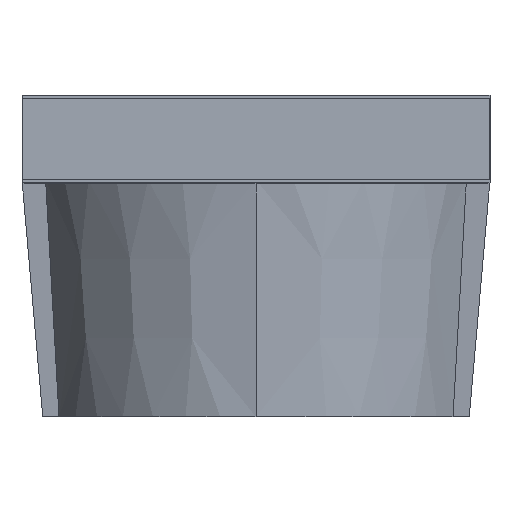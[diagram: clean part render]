
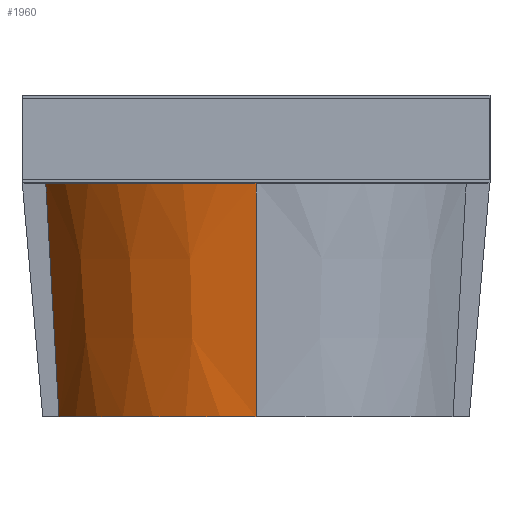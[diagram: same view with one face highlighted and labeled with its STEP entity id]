
A CAD part, left-side view. The second image highlights one B-rep face of the part: STEP entity #1960.
In plain terms, the highlighted conical face has half-angle 5 degrees and reference radius 0.8 mm.
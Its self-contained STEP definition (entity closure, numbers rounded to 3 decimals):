
#137 = VERTEX_POINT ( 'NONE', #534 ) ;
#155 = CARTESIAN_POINT ( 'NONE',  ( -0.8, 0., 0.01 ) ) ;
#158 = CARTESIAN_POINT ( 'NONE',  ( 0., 0., 0.01 ) ) ;
#280 = LINE ( 'NONE', #1616, #495 ) ;
#495 = VECTOR ( 'NONE', #3162, 1000. ) ;
#534 = CARTESIAN_POINT ( 'NONE',  ( -0.35, 0.719, 0.01 ) ) ;
#561 = EDGE_CURVE ( 'NONE', #1630, #2914, #280, .T. ) ;
#743 = ORIENTED_EDGE ( 'NONE', *, *, #1864, .F. ) ;
#750 = CARTESIAN_POINT ( 'NONE',  ( -0.326, 0.705, -0.26 ) ) ;
#761 = EDGE_LOOP ( 'NONE', ( #743, #1030, #1532, #3417 ) ) ;
#763 = CARTESIAN_POINT ( 'NONE',  ( -0.729, 0., -0.8 ) ) ;
#854 = CIRCLE ( 'NONE', #1919, 0.8 ) ;
#916 = CARTESIAN_POINT ( 'NONE',  ( 0., 0., -0.8 ) ) ;
#986 = DIRECTION ( 'NONE',  ( -1., 0., 0. ) ) ;
#1030 = ORIENTED_EDGE ( 'NONE', *, *, #561, .T. ) ;
#1035 = VERTEX_POINT ( 'NONE', #1422 ) ;
#1101 = CIRCLE ( 'NONE', #1425, 0.729 ) ;
#1255 = DIRECTION ( 'NONE',  ( 0., 0., -1. ) ) ;
#1292 = DIRECTION ( 'NONE',  ( -1., 0., 0. ) ) ;
#1364 = DIRECTION ( 'NONE',  ( -1., 0., 0. ) ) ;
#1422 = CARTESIAN_POINT ( 'NONE',  ( -0.279, 0.674, -0.8 ) ) ;
#1425 = AXIS2_PLACEMENT_3D ( 'NONE', #916, #1255, #986 ) ;
#1532 = ORIENTED_EDGE ( 'NONE', *, *, #2374, .T. ) ;
#1576 = DIRECTION ( 'NONE',  ( 0., 0., 1. ) ) ;
#1616 = CARTESIAN_POINT ( 'NONE',  ( -0.8, 0., 0.01 ) ) ;
#1630 = VERTEX_POINT ( 'NONE', #763 ) ;
#1864 = EDGE_CURVE ( 'NONE', #1630, #1035, #1101, .T. ) ;
#1909 = EDGE_CURVE ( 'NONE', #1035, #137, #2822, .T. ) ;
#1919 = AXIS2_PLACEMENT_3D ( 'NONE', #2628, #2645, #1292 ) ;
#1930 = AXIS2_PLACEMENT_3D ( 'NONE', #158, #1576, #1364 ) ;
#1960 = ADVANCED_FACE ( 'NONE', ( #2261 ), #2546, .T. ) ;
#2085 = CARTESIAN_POINT ( 'NONE',  ( -0.279, 0.674, -0.8 ) ) ;
#2261 = FACE_OUTER_BOUND ( 'NONE', #761, .T. ) ;
#2374 = EDGE_CURVE ( 'NONE', #2914, #137, #854, .T. ) ;
#2546 = CONICAL_SURFACE ( 'NONE', #1930, 0.8, 0.087 ) ;
#2628 = CARTESIAN_POINT ( 'NONE',  ( 0., 0., 0.01 ) ) ;
#2645 = DIRECTION ( 'NONE',  ( 0., 0., -1. ) ) ;
#2822 = B_SPLINE_CURVE_WITH_KNOTS ( 'NONE', 3,
 ( #2085, #3142, #750, #2829 ),
 .UNSPECIFIED., .F., .F.,
 ( 4, 4 ),
 ( 0., 0.001 ),
 .UNSPECIFIED. ) ;
#2829 = CARTESIAN_POINT ( 'NONE',  ( -0.35, 0.719, 0.01 ) ) ;
#2914 = VERTEX_POINT ( 'NONE', #155 ) ;
#3142 = CARTESIAN_POINT ( 'NONE',  ( -0.303, 0.689, -0.53 ) ) ;
#3162 = DIRECTION ( 'NONE',  ( -0.087, 0., 0.996 ) ) ;
#3417 = ORIENTED_EDGE ( 'NONE', *, *, #1909, .F. ) ;
